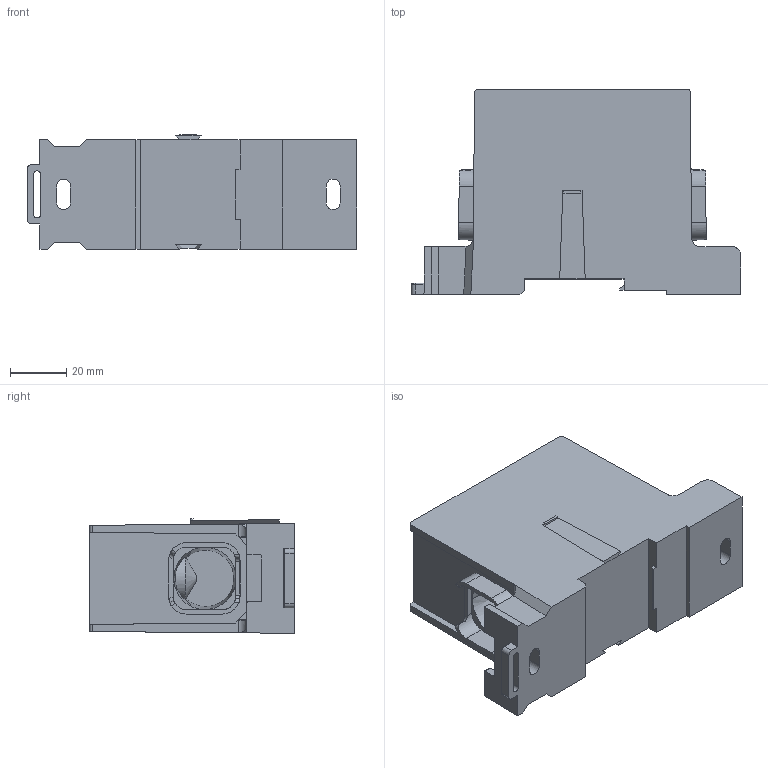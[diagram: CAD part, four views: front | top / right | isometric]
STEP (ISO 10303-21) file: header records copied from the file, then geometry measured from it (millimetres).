
FILE_DESCRIPTION (( 'STEP AP203' ), '1' );
FILE_NAME ('EPDB301.STEP', '2011-10-18T12:32:53', ( '.adc' ), ( '' ), 'SwSTEP 2.0', 'SolidWorks 2011', '' );
FILE_SCHEMA (( 'CONFIG_CONTROL_DESIGN' ));
Length unit declared in the file: inch
Products named in the file (1): EPDB301
Bounding box: 117.47 x 73 x 40.83 mm (x, y, z)
Volume: 191731.1 mm3; surface area: 36775.1 mm2
Topology: 1 solids, 1 shells, 238 faces, 672 edges, 442 vertices
Faces by surface type: plane 151, cylinder 75, cone 8, bspline 2, torus 2
Entity records: 8187 total; most frequent: CARTESIAN_POINT 1999, ORIENTED_EDGE 1344, DIRECTION 1192, EDGE_CURVE 672, VECTOR 470, LINE 470, VERTEX_POINT 442, AXIS2_PLACEMENT_3D 361
